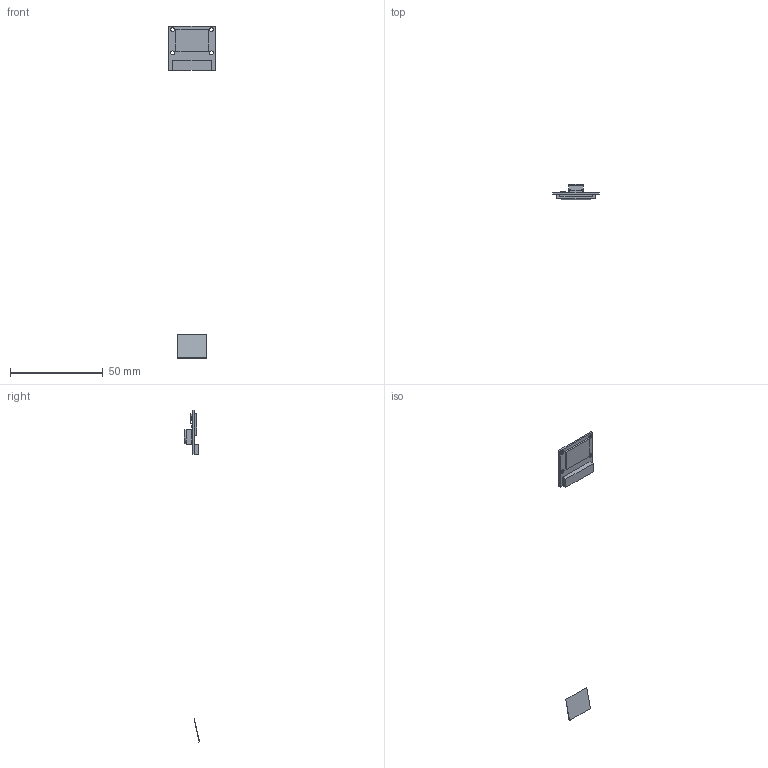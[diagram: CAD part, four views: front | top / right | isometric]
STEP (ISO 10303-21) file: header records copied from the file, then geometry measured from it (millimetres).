
FILE_DESCRIPTION(/* description */ ('STEP AP214'),/* implementation_level */ '2;1');
FILE_NAME(/* name */ '00_RasPi_Camera.ipt.step',/* time_stamp */ '2022-11-29T07:49:09+01:00',/* author */ ('tsfadm'),/* organization */ (''),/* preprocessor_version */ 'ST-DEVELOPER v18.1',/* originating_system */ 'Autodesk Inventor 2022',/* authorisation */ '');
FILE_SCHEMA (('AUTOMOTIVE_DESIGN { 1 0 10303 214 3 1 1 }'));
Length unit declared in the file: millimetre
Products named in the file (1): RasPi_Camera
Bounding box: 25 x 8.19 x 179.34 mm (x, y, z)
Volume: 1330.4 mm3; surface area: 2596 mm2
Topology: 7 solids, 7 shells, 343 faces, 902 edges, 591 vertices
Faces by surface type: plane 190, cylinder 80, torus 62, bspline 10, cone 1
Full cylindrical faces by diameter (mm): 0.06 x62, 2.1 x4, 5.6 x1, 7.6 x1
Entity records: 11446 total; most frequent: CARTESIAN_POINT 2183, DIRECTION 1989, ORIENTED_EDGE 1804, EDGE_CURVE 902, AXIS2_PLACEMENT_3D 775, VERTEX_POINT 591, EDGE_LOOP 495, LINE 439
